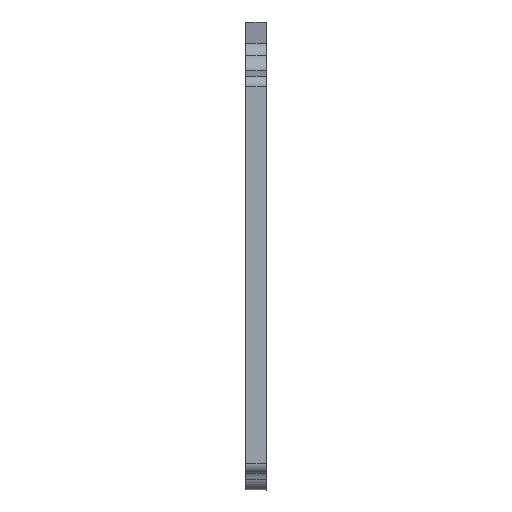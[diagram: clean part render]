
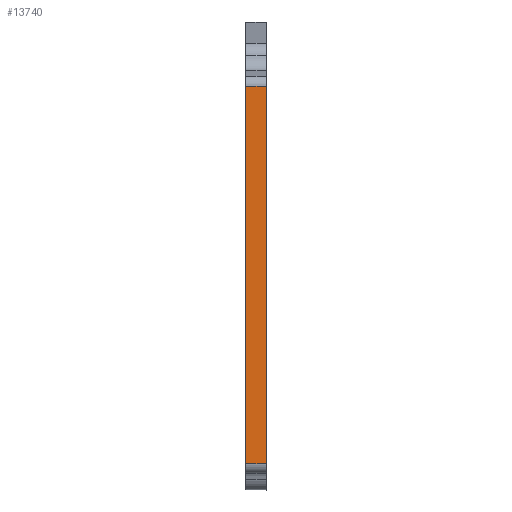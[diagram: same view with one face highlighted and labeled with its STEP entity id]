
A CAD part, left-side view. The second image highlights one B-rep face of the part: STEP entity #13740.
In plain terms, the highlighted planar face has unit normal (-1, 0, 0).
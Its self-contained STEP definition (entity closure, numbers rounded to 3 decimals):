
#461=PLANE('',#14623);
#1170=FACE_OUTER_BOUND('',#1896,.T.);
#1896=EDGE_LOOP('',(#11485,#11486,#11487,#11488));
#3237=LINE('',#20988,#4924);
#3464=LINE('',#21648,#5151);
#3466=LINE('',#21654,#5153);
#3467=LINE('',#21655,#5154);
#4924=VECTOR('',#16787,10.);
#5151=VECTOR('',#17464,10.);
#5153=VECTOR('',#17470,10.);
#5154=VECTOR('',#17471,10.);
#6760=VERTEX_POINT('',#20985);
#6761=VERTEX_POINT('',#20987);
#6969=VERTEX_POINT('',#21647);
#6971=VERTEX_POINT('',#21653);
#8319=EDGE_CURVE('',#6760,#6761,#3237,.T.);
#8695=EDGE_CURVE('',#6761,#6969,#3464,.T.);
#8698=EDGE_CURVE('',#6971,#6760,#3466,.T.);
#8699=EDGE_CURVE('',#6971,#6969,#3467,.T.);
#11485=ORIENTED_EDGE('',*,*,#8695,.F.);
#11486=ORIENTED_EDGE('',*,*,#8319,.F.);
#11487=ORIENTED_EDGE('',*,*,#8698,.F.);
#11488=ORIENTED_EDGE('',*,*,#8699,.T.);
#13740=ADVANCED_FACE('',(#1170),#461,.T.);
#14623=AXIS2_PLACEMENT_3D('',#21652,#17468,#17469);
#16787=DIRECTION('',(0.,0.,-1.));
#17464=DIRECTION('',(0.,1.,0.));
#17468=DIRECTION('center_axis',(-1.,0.,0.));
#17469=DIRECTION('ref_axis',(0.,0.,-1.));
#17470=DIRECTION('',(0.,-1.,0.));
#17471=DIRECTION('',(0.,0.,-1.));
#20985=CARTESIAN_POINT('',(-114.203,-4.,37.575));
#20987=CARTESIAN_POINT('',(-114.203,-4.,-37.575));
#20988=CARTESIAN_POINT('',(-114.203,-4.,37.575));
#21647=CARTESIAN_POINT('',(-114.203,0.,-37.575));
#21648=CARTESIAN_POINT('',(-114.203,0.,-37.575));
#21652=CARTESIAN_POINT('Origin',(-114.203,0.,39.575));
#21653=CARTESIAN_POINT('',(-114.203,0.,37.575));
#21654=CARTESIAN_POINT('',(-114.203,0.,37.575));
#21655=CARTESIAN_POINT('',(-114.203,0.,39.575));
